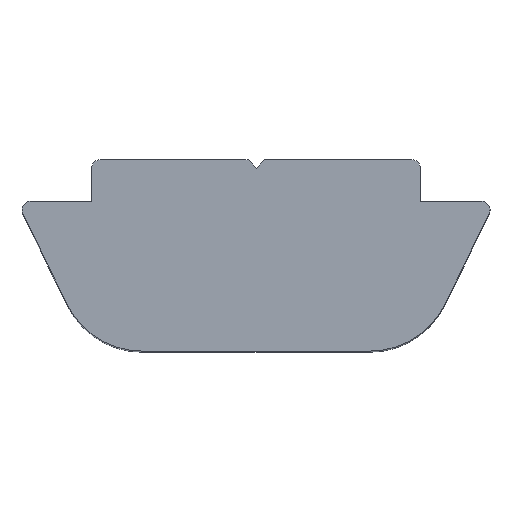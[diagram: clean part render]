
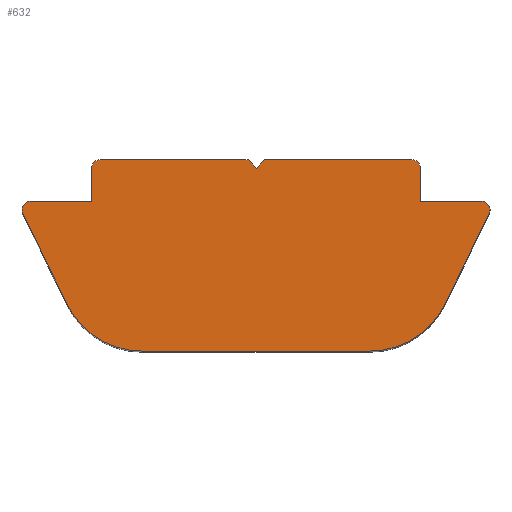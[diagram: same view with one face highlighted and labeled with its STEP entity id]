
A CAD part, top view. The second image highlights one B-rep face of the part: STEP entity #632.
In plain terms, the highlighted planar face has unit normal (0, 0, 1).
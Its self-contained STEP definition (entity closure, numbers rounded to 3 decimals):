
#73=CARTESIAN_POINT('',(9.5,4.6,16.0));
#74=VERTEX_POINT('',#73);
#75=CARTESIAN_POINT('',(9.7,4.4,16.0));
#76=VERTEX_POINT('',#75);
#77=CARTESIAN_POINT('',(9.5,4.4,16.0));
#78=DIRECTION('',(0.0,0.0,-1.0));
#79=DIRECTION('',(0.707,0.707,0.0));
#80=AXIS2_PLACEMENT_3D('',#77,#78,#79);
#81=CIRCLE('',#80,0.2);
#82=EDGE_CURVE('',#74,#76,#81,.T.);
#141=CARTESIAN_POINT('',(5.958,4.6,16.0));
#142=VERTEX_POINT('',#141);
#149=CARTESIAN_POINT('',(9.5,4.6,16.0));
#150=DIRECTION('',(-1.0,0.0,0.0));
#151=VECTOR('',#150,3.542);
#152=LINE('',#149,#151);
#153=EDGE_CURVE('',#74,#142,#152,.T.);
#296=CARTESIAN_POINT('',(1.8,4.4,16.0));
#297=VERTEX_POINT('',#296);
#298=CARTESIAN_POINT('',(2.,4.6,16.0));
#299=VERTEX_POINT('',#298);
#300=CARTESIAN_POINT('',(2.,4.4,16.0));
#301=DIRECTION('',(0.0,0.0,-1.0));
#302=DIRECTION('',(-0.707,0.707,0.0));
#303=AXIS2_PLACEMENT_3D('',#300,#301,#302);
#304=CIRCLE('',#303,0.2);
#305=EDGE_CURVE('',#297,#299,#304,.T.);
#329=CARTESIAN_POINT('',(5.558,4.6,16.0));
#330=VERTEX_POINT('',#329);
#331=CARTESIAN_POINT('',(5.558,4.6,16.0));
#332=DIRECTION('',(-1.0,0.0,0.0));
#333=VECTOR('',#332,3.558);
#334=LINE('',#331,#333);
#335=EDGE_CURVE('',#330,#299,#334,.T.);
#441=CARTESIAN_POINT('',(5.758,4.4,16.0));
#442=VERTEX_POINT('',#441);
#443=CARTESIAN_POINT('',(5.758,4.4,16.0));
#444=DIRECTION('',(-0.707,0.707,0.0));
#445=VECTOR('',#444,0.283);
#446=LINE('',#443,#445);
#447=EDGE_CURVE('',#442,#330,#446,.T.);
#477=CARTESIAN_POINT('',(5.958,4.6,16.0));
#478=DIRECTION('',(-0.707,-0.707,0.0));
#479=VECTOR('',#478,0.283);
#480=LINE('',#477,#479);
#481=EDGE_CURVE('',#142,#442,#480,.T.);
#492=CARTESIAN_POINT('',(10.297,1.126,16.0));
#493=VERTEX_POINT('',#492);
#494=CARTESIAN_POINT('',(8.498,0.0,16.0));
#495=VERTEX_POINT('',#494);
#496=CARTESIAN_POINT('',(8.498,2.0,16.0));
#497=DIRECTION('',(0.0,0.0,-1.0));
#498=DIRECTION('',(0.53,-0.848,0.0));
#499=AXIS2_PLACEMENT_3D('',#496,#497,#498);
#500=CIRCLE('',#499,2.0);
#501=EDGE_CURVE('',#493,#495,#500,.T.);
#525=CARTESIAN_POINT('',(3.002,0.0,16.0));
#526=VERTEX_POINT('',#525);
#527=CARTESIAN_POINT('',(3.002,0.0,16.0));
#528=DIRECTION('',(1.0,0.0,0.0));
#529=VECTOR('',#528,5.497);
#530=LINE('',#527,#529);
#531=EDGE_CURVE('',#526,#495,#530,.T.);
#546=CARTESIAN_POINT('',(5.75,2.437,16.0));
#547=DIRECTION('',(0.0,0.0,1.0));
#548=DIRECTION('',(1.0,0.0,0.0));
#549=AXIS2_PLACEMENT_3D('',#546,#547,#548);
#550=PLANE('',#549);
#551=ORIENTED_EDGE('',*,*,#82,.F.);
#552=ORIENTED_EDGE('',*,*,#153,.T.);
#553=ORIENTED_EDGE('',*,*,#481,.T.);
#554=ORIENTED_EDGE('',*,*,#447,.T.);
#555=ORIENTED_EDGE('',*,*,#335,.T.);
#556=ORIENTED_EDGE('',*,*,#305,.F.);
#557=CARTESIAN_POINT('',(1.8,3.6,16.0));
#558=VERTEX_POINT('',#557);
#559=CARTESIAN_POINT('',(1.8,4.4,16.0));
#560=DIRECTION('',(0.0,-1.0,0.0));
#561=VECTOR('',#560,0.8);
#562=LINE('',#559,#561);
#563=EDGE_CURVE('',#297,#558,#562,.T.);
#564=ORIENTED_EDGE('',*,*,#563,.T.);
#565=CARTESIAN_POINT('',(0.32,3.6,16.0));
#566=VERTEX_POINT('',#565);
#567=CARTESIAN_POINT('',(1.8,3.6,16.0));
#568=DIRECTION('',(-1.0,0.0,0.0));
#569=VECTOR('',#568,1.48);
#570=LINE('',#567,#569);
#571=EDGE_CURVE('',#558,#566,#570,.T.);
#572=ORIENTED_EDGE('',*,*,#571,.T.);
#573=CARTESIAN_POINT('',(0.14,3.313,16.0));
#574=VERTEX_POINT('',#573);
#575=CARTESIAN_POINT('',(0.32,3.4,16.0));
#576=DIRECTION('',(0.0,0.0,-1.0));
#577=DIRECTION('',(-0.848,0.53,0.0));
#578=AXIS2_PLACEMENT_3D('',#575,#576,#577);
#579=CIRCLE('',#578,0.2);
#580=EDGE_CURVE('',#574,#566,#579,.T.);
#581=ORIENTED_EDGE('',*,*,#580,.F.);
#582=CARTESIAN_POINT('',(1.203,1.126,16.0));
#583=VERTEX_POINT('',#582);
#584=CARTESIAN_POINT('',(0.14,3.313,16.0));
#585=DIRECTION('',(0.437,-0.899,0.0));
#586=VECTOR('',#585,2.432);
#587=LINE('',#584,#586);
#588=EDGE_CURVE('',#574,#583,#587,.T.);
#589=ORIENTED_EDGE('',*,*,#588,.T.);
#590=CARTESIAN_POINT('',(3.002,2.0,16.0));
#591=DIRECTION('',(0.0,0.0,-1.0));
#592=DIRECTION('',(-0.53,-0.848,0.0));
#593=AXIS2_PLACEMENT_3D('',#590,#591,#592);
#594=CIRCLE('',#593,2.0);
#595=EDGE_CURVE('',#526,#583,#594,.T.);
#596=ORIENTED_EDGE('',*,*,#595,.F.);
#597=ORIENTED_EDGE('',*,*,#531,.T.);
#598=ORIENTED_EDGE('',*,*,#501,.F.);
#599=CARTESIAN_POINT('',(11.36,3.313,16.0));
#600=VERTEX_POINT('',#599);
#601=CARTESIAN_POINT('',(10.297,1.126,16.0));
#602=DIRECTION('',(0.437,0.899,0.0));
#603=VECTOR('',#602,2.432);
#604=LINE('',#601,#603);
#605=EDGE_CURVE('',#493,#600,#604,.T.);
#606=ORIENTED_EDGE('',*,*,#605,.T.);
#607=CARTESIAN_POINT('',(11.18,3.6,16.0));
#608=VERTEX_POINT('',#607);
#609=CARTESIAN_POINT('',(11.18,3.4,16.0));
#610=DIRECTION('',(0.0,0.0,-1.0));
#611=DIRECTION('',(0.848,0.53,0.0));
#612=AXIS2_PLACEMENT_3D('',#609,#610,#611);
#613=CIRCLE('',#612,0.2);
#614=EDGE_CURVE('',#608,#600,#613,.T.);
#615=ORIENTED_EDGE('',*,*,#614,.F.);
#616=CARTESIAN_POINT('',(9.7,3.6,16.0));
#617=VERTEX_POINT('',#616);
#618=CARTESIAN_POINT('',(11.18,3.6,16.0));
#619=DIRECTION('',(-1.0,0.0,0.0));
#620=VECTOR('',#619,1.48);
#621=LINE('',#618,#620);
#622=EDGE_CURVE('',#608,#617,#621,.T.);
#623=ORIENTED_EDGE('',*,*,#622,.T.);
#624=CARTESIAN_POINT('',(9.7,3.6,16.0));
#625=DIRECTION('',(0.0,1.0,0.0));
#626=VECTOR('',#625,0.8);
#627=LINE('',#624,#626);
#628=EDGE_CURVE('',#617,#76,#627,.T.);
#629=ORIENTED_EDGE('',*,*,#628,.T.);
#630=EDGE_LOOP('',(#551,#552,#553,#554,#555,#556,#564,#572,#581,#589,#596,#597,#598,#606,#615,#623,#629));
#631=FACE_OUTER_BOUND('',#630,.T.);
#632=ADVANCED_FACE('',(#631),#550,.T.);
